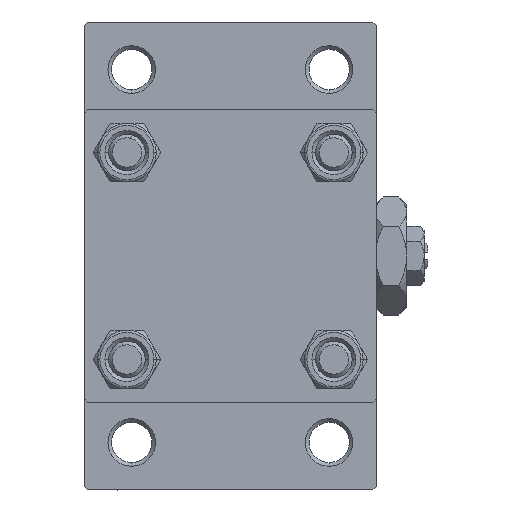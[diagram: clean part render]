
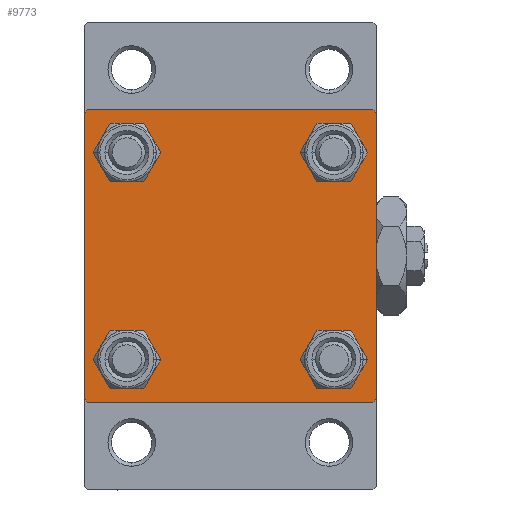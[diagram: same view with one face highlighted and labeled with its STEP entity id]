
A CAD part, left-side view. The second image highlights one B-rep face of the part: STEP entity #9773.
In plain terms, the highlighted planar face has unit normal (-1, 0, 0).
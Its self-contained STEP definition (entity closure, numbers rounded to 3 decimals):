
#1324 = ORIENTED_EDGE ( 'NONE', *, *, #11721, .T. ) ;
#1530 = EDGE_LOOP ( 'NONE', ( #37298, #47962 ) ) ;
#1811 = CARTESIAN_POINT ( 'NONE',  ( 0., 14.15, -17.15 ) ) ;
#1911 = DIRECTION ( 'NONE',  ( -1., 0., 0. ) ) ;
#2223 = DIRECTION ( 'NONE',  ( 0., 0.707, -0.707 ) ) ;
#2667 = CARTESIAN_POINT ( 'NONE',  ( 0., 20., 20. ) ) ;
#2789 = VERTEX_POINT ( 'NONE', #16993 ) ;
#2948 = VERTEX_POINT ( 'NONE', #25003 ) ;
#3070 = EDGE_CURVE ( 'NONE', #21097, #29441, #39208, .T. ) ;
#3320 = FACE_BOUND ( 'NONE', #13001, .T. ) ;
#3616 = AXIS2_PLACEMENT_3D ( 'NONE', #29820, #25325, #6579 ) ;
#4004 = CARTESIAN_POINT ( 'NONE',  ( 0., 14.15, -14.15 ) ) ;
#4009 = VERTEX_POINT ( 'NONE', #14993 ) ;
#4141 = CARTESIAN_POINT ( 'NONE',  ( 0., 14.15, 14.15 ) ) ;
#4397 = DIRECTION ( 'NONE',  ( 0., 0., -1. ) ) ;
#4554 = EDGE_CURVE ( 'NONE', #2948, #4009, #16359, .T. ) ;
#4810 = DIRECTION ( 'NONE',  ( 0., -0.707, 0.707 ) ) ;
#5212 = DIRECTION ( 'NONE',  ( 0., -1., 0. ) ) ;
#5368 = CARTESIAN_POINT ( 'NONE',  ( 0., 19.75, -19.75 ) ) ;
#5660 = PLANE ( 'NONE',  #48381 ) ;
#5977 = LINE ( 'NONE', #36477, #37568 ) ;
#6156 = DIRECTION ( 'NONE',  ( 0., 0., 1. ) ) ;
#6289 = DIRECTION ( 'NONE',  ( 1., 0., 0. ) ) ;
#6579 = DIRECTION ( 'NONE',  ( 0., 0., 1. ) ) ;
#6946 = EDGE_CURVE ( 'NONE', #44684, #18474, #10883, .T. ) ;
#8173 = VECTOR ( 'NONE', #20591, 1000. ) ;
#8467 = EDGE_LOOP ( 'NONE', ( #47495, #10794 ) ) ;
#8778 = EDGE_CURVE ( 'NONE', #18474, #44684, #47561, .T. ) ;
#8787 = ORIENTED_EDGE ( 'NONE', *, *, #33508, .T. ) ;
#8841 = AXIS2_PLACEMENT_3D ( 'NONE', #27734, #48947, #29955 ) ;
#8871 = EDGE_LOOP ( 'NONE', ( #14921, #1324 ) ) ;
#9321 = CARTESIAN_POINT ( 'NONE',  ( 0., -19.75, -19.75 ) ) ;
#9483 = VERTEX_POINT ( 'NONE', #21691 ) ;
#9485 = ORIENTED_EDGE ( 'NONE', *, *, #3070, .T. ) ;
#9773 = ADVANCED_FACE ( 'NONE', ( #13156, #24900, #3320, #13648, #14565 ), #5660, .T. ) ;
#10296 = CARTESIAN_POINT ( 'NONE',  ( 0., 20., -19.5 ) ) ;
#10794 = ORIENTED_EDGE ( 'NONE', *, *, #8778, .T. ) ;
#10883 = CIRCLE ( 'NONE', #42835, 3. ) ;
#10924 = DIRECTION ( 'NONE',  ( 0., 0., -1. ) ) ;
#11721 = EDGE_CURVE ( 'NONE', #4009, #2948, #48697, .T. ) ;
#11735 = VERTEX_POINT ( 'NONE', #23876 ) ;
#12023 = VERTEX_POINT ( 'NONE', #1811 ) ;
#12181 = AXIS2_PLACEMENT_3D ( 'NONE', #31158, #23650, #38915 ) ;
#12384 = EDGE_LOOP ( 'NONE', ( #31484, #42999, #9485, #36331, #17477, #16956, #20162, #45256 ) ) ;
#12887 = VECTOR ( 'NONE', #4810, 1000. ) ;
#13001 = EDGE_LOOP ( 'NONE', ( #43896, #8787 ) ) ;
#13156 = FACE_BOUND ( 'NONE', #8467, .T. ) ;
#13573 = AXIS2_PLACEMENT_3D ( 'NONE', #4141, #16131, #34897 ) ;
#13648 = FACE_BOUND ( 'NONE', #8871, .T. ) ;
#14565 = FACE_OUTER_BOUND ( 'NONE', #12384, .T. ) ;
#14921 = ORIENTED_EDGE ( 'NONE', *, *, #4554, .T. ) ;
#14993 = CARTESIAN_POINT ( 'NONE',  ( 0., 14.15, 11.15 ) ) ;
#15323 = VERTEX_POINT ( 'NONE', #10296 ) ;
#15359 = CARTESIAN_POINT ( 'NONE',  ( 0., -14.15, -14.15 ) ) ;
#15684 = CARTESIAN_POINT ( 'NONE',  ( 0., -14.15, 17.15 ) ) ;
#16131 = DIRECTION ( 'NONE',  ( 1., 0., 0. ) ) ;
#16359 = CIRCLE ( 'NONE', #26749, 3. ) ;
#16489 = AXIS2_PLACEMENT_3D ( 'NONE', #4004, #26753, #23237 ) ;
#16615 = EDGE_CURVE ( 'NONE', #2789, #28074, #5977, .T. ) ;
#16645 = EDGE_CURVE ( 'NONE', #26532, #12023, #31949, .T. ) ;
#16856 = LINE ( 'NONE', #23877, #38024 ) ;
#16956 = ORIENTED_EDGE ( 'NONE', *, *, #32649, .T. ) ;
#16993 = CARTESIAN_POINT ( 'NONE',  ( 0., 19.5, 20. ) ) ;
#17477 = ORIENTED_EDGE ( 'NONE', *, *, #32554, .F. ) ;
#18292 = EDGE_CURVE ( 'NONE', #29441, #31620, #39057, .T. ) ;
#18474 = VERTEX_POINT ( 'NONE', #30442 ) ;
#18547 = DIRECTION ( 'NONE',  ( 0., 0., 1. ) ) ;
#18821 = EDGE_CURVE ( 'NONE', #2789, #9483, #38145, .T. ) ;
#19612 = DIRECTION ( 'NONE',  ( 0., -1., 0. ) ) ;
#20162 = ORIENTED_EDGE ( 'NONE', *, *, #18821, .F. ) ;
#20591 = DIRECTION ( 'NONE',  ( 0., -0.707, -0.707 ) ) ;
#20941 = VERTEX_POINT ( 'NONE', #24507 ) ;
#21097 = VERTEX_POINT ( 'NONE', #36258 ) ;
#21518 = CIRCLE ( 'NONE', #39884, 3. ) ;
#21691 = CARTESIAN_POINT ( 'NONE',  ( 0., -19.5, 20. ) ) ;
#22033 = EDGE_CURVE ( 'NONE', #43857, #11735, #42525, .T. ) ;
#23129 = CARTESIAN_POINT ( 'NONE',  ( 0., -20., 20. ) ) ;
#23237 = DIRECTION ( 'NONE',  ( 0., 0., 1. ) ) ;
#23650 = DIRECTION ( 'NONE',  ( 1., 0., 0. ) ) ;
#23876 = CARTESIAN_POINT ( 'NONE',  ( 0., -14.15, -17.15 ) ) ;
#23877 = CARTESIAN_POINT ( 'NONE',  ( 0., -19.75, 19.75 ) ) ;
#24507 = CARTESIAN_POINT ( 'NONE',  ( 0., -20., 19.5 ) ) ;
#24889 = DIRECTION ( 'NONE',  ( 1., 0., 0. ) ) ;
#24900 = FACE_BOUND ( 'NONE', #1530, .T. ) ;
#25003 = CARTESIAN_POINT ( 'NONE',  ( 0., 14.15, 17.15 ) ) ;
#25325 = DIRECTION ( 'NONE',  ( 1., 0., 0. ) ) ;
#25658 = CARTESIAN_POINT ( 'NONE',  ( 0., 20., 19.5 ) ) ;
#25661 = VECTOR ( 'NONE', #19612, 1000. ) ;
#26532 = VERTEX_POINT ( 'NONE', #27613 ) ;
#26749 = AXIS2_PLACEMENT_3D ( 'NONE', #29383, #24889, #6156 ) ;
#26753 = DIRECTION ( 'NONE',  ( 1., 0., 0. ) ) ;
#27503 = VECTOR ( 'NONE', #5212, 1000. ) ;
#27613 = CARTESIAN_POINT ( 'NONE',  ( 0., 14.15, -11.15 ) ) ;
#27734 = CARTESIAN_POINT ( 'NONE',  ( 0., 14.15, -14.15 ) ) ;
#28074 = VERTEX_POINT ( 'NONE', #25658 ) ;
#29241 = VECTOR ( 'NONE', #4397, 1000. ) ;
#29383 = CARTESIAN_POINT ( 'NONE',  ( 0., 14.15, 14.15 ) ) ;
#29441 = VERTEX_POINT ( 'NONE', #37560 ) ;
#29519 = CARTESIAN_POINT ( 'NONE',  ( 0., -14.15, 14.15 ) ) ;
#29820 = CARTESIAN_POINT ( 'NONE',  ( 0., -14.15, 14.15 ) ) ;
#29955 = DIRECTION ( 'NONE',  ( 0., 0., 1. ) ) ;
#30442 = CARTESIAN_POINT ( 'NONE',  ( 0., -14.15, 11.15 ) ) ;
#30616 = DIRECTION ( 'NONE',  ( 1., 0., 0. ) ) ;
#30881 = CARTESIAN_POINT ( 'NONE',  ( 0., 20., 20. ) ) ;
#30895 = LINE ( 'NONE', #23129, #29241 ) ;
#31158 = CARTESIAN_POINT ( 'NONE',  ( 0., -14.15, -14.15 ) ) ;
#31484 = ORIENTED_EDGE ( 'NONE', *, *, #31659, .T. ) ;
#31620 = VERTEX_POINT ( 'NONE', #48911 ) ;
#31627 = LINE ( 'NONE', #5368, #8173 ) ;
#31659 = EDGE_CURVE ( 'NONE', #28074, #15323, #36920, .T. ) ;
#31949 = CIRCLE ( 'NONE', #8841, 3. ) ;
#32554 = EDGE_CURVE ( 'NONE', #20941, #31620, #30895, .T. ) ;
#32649 = EDGE_CURVE ( 'NONE', #20941, #9483, #16856, .T. ) ;
#33508 = EDGE_CURVE ( 'NONE', #12023, #26532, #36456, .T. ) ;
#34897 = DIRECTION ( 'NONE',  ( 0., 0., 1. ) ) ;
#36258 = CARTESIAN_POINT ( 'NONE',  ( 0., 19.5, -20. ) ) ;
#36331 = ORIENTED_EDGE ( 'NONE', *, *, #18292, .T. ) ;
#36378 = VECTOR ( 'NONE', #10924, 1000. ) ;
#36456 = CIRCLE ( 'NONE', #16489, 3. ) ;
#36477 = CARTESIAN_POINT ( 'NONE',  ( 0., 19.75, 19.75 ) ) ;
#36920 = LINE ( 'NONE', #2667, #36378 ) ;
#37298 = ORIENTED_EDGE ( 'NONE', *, *, #22033, .T. ) ;
#37351 = EDGE_CURVE ( 'NONE', #11735, #43857, #21518, .T. ) ;
#37560 = CARTESIAN_POINT ( 'NONE',  ( 0., -19.5, -20. ) ) ;
#37568 = VECTOR ( 'NONE', #2223, 1000. ) ;
#37579 = CARTESIAN_POINT ( 'NONE',  ( 0., 0., 0. ) ) ;
#38024 = VECTOR ( 'NONE', #46648, 1000. ) ;
#38145 = LINE ( 'NONE', #30881, #25661 ) ;
#38369 = DIRECTION ( 'NONE',  ( 0., 0., 1. ) ) ;
#38915 = DIRECTION ( 'NONE',  ( 0., 0., 1. ) ) ;
#39057 = LINE ( 'NONE', #9321, #12887 ) ;
#39208 = LINE ( 'NONE', #46729, #27503 ) ;
#39884 = AXIS2_PLACEMENT_3D ( 'NONE', #15359, #30616, #38369 ) ;
#42525 = CIRCLE ( 'NONE', #12181, 3. ) ;
#42835 = AXIS2_PLACEMENT_3D ( 'NONE', #29519, #6289, #44778 ) ;
#42999 = ORIENTED_EDGE ( 'NONE', *, *, #45121, .T. ) ;
#43727 = CARTESIAN_POINT ( 'NONE',  ( 0., -14.15, -11.15 ) ) ;
#43857 = VERTEX_POINT ( 'NONE', #43727 ) ;
#43896 = ORIENTED_EDGE ( 'NONE', *, *, #16645, .T. ) ;
#44684 = VERTEX_POINT ( 'NONE', #15684 ) ;
#44778 = DIRECTION ( 'NONE',  ( 0., 0., 1. ) ) ;
#45121 = EDGE_CURVE ( 'NONE', #15323, #21097, #31627, .T. ) ;
#45256 = ORIENTED_EDGE ( 'NONE', *, *, #16615, .T. ) ;
#46648 = DIRECTION ( 'NONE',  ( 0., 0.707, 0.707 ) ) ;
#46729 = CARTESIAN_POINT ( 'NONE',  ( 0., 20., -20. ) ) ;
#47495 = ORIENTED_EDGE ( 'NONE', *, *, #6946, .T. ) ;
#47561 = CIRCLE ( 'NONE', #3616, 3. ) ;
#47962 = ORIENTED_EDGE ( 'NONE', *, *, #37351, .T. ) ;
#48381 = AXIS2_PLACEMENT_3D ( 'NONE', #37579, #1911, #18547 ) ;
#48697 = CIRCLE ( 'NONE', #13573, 3. ) ;
#48911 = CARTESIAN_POINT ( 'NONE',  ( 0., -20., -19.5 ) ) ;
#48947 = DIRECTION ( 'NONE',  ( 1., 0., 0. ) ) ;
